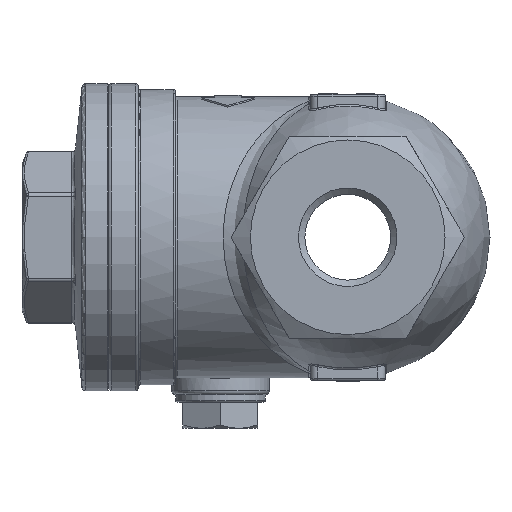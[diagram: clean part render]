
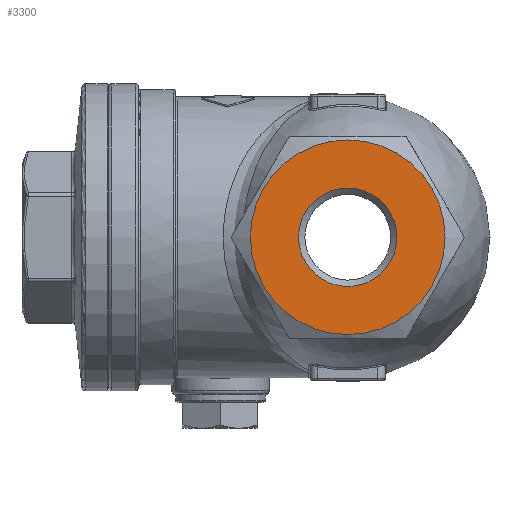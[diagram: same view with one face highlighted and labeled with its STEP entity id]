
A CAD part, left-side view. The second image highlights one B-rep face of the part: STEP entity #3300.
In plain terms, the highlighted planar face has unit normal (-1, 0, 0).
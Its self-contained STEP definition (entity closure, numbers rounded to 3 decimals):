
#1332 = VERTEX_POINT ( 'NONE', #1335 ) ;
#1335 = CARTESIAN_POINT ( 'NONE',  ( -32.5, 0., 6.579 ) ) ;
#1350 = VERTEX_POINT ( 'NONE', #1353 ) ;
#1353 = CARTESIAN_POINT ( 'NONE',  ( -32.5, 0., 13. ) ) ;
#2933 = FACE_OUTER_BOUND ( 'NONE', #15538, .T. ) ;
#2935 = FACE_BOUND ( 'NONE', #15535, .T. ) ;
#2936 = PLANE ( 'NONE',  #5686 ) ;
#2945 = CARTESIAN_POINT ( 'NONE',  ( -32.5, 0., -13. ) ) ;
#2946 = DIRECTION ( 'NONE',  ( 1., 0., 0. ) ) ;
#2947 = DIRECTION ( 'NONE',  ( 0., 0., 1. ) ) ;
#3300 = ADVANCED_FACE ( 'NONE', ( #2933, #2935 ), #2936, .F. ) ;
#5686 = AXIS2_PLACEMENT_3D ( 'NONE', #2945, #2946, #2947 ) ;
#15535 = EDGE_LOOP ( 'NONE', ( #21065 ) ) ;
#15538 = EDGE_LOOP ( 'NONE', ( #21064 ) ) ;
#20080 = CIRCLE ( 'NONE', #20088, 6.579 ) ;
#20088 = AXIS2_PLACEMENT_3D ( 'NONE', #26676, #26677, #26678 ) ;
#20172 = AXIS2_PLACEMENT_3D ( 'NONE', #27206, #27207, #27208 ) ;
#20173 = CIRCLE ( 'NONE', #20172, 13. ) ;
#21064 = ORIENTED_EDGE ( 'NONE', *, *, #30302, .T. ) ;
#21065 = ORIENTED_EDGE ( 'NONE', *, *, #30227, .F. ) ;
#26676 = CARTESIAN_POINT ( 'NONE',  ( -32.5, 0., 0. ) ) ;
#26677 = DIRECTION ( 'NONE',  ( -1., 0., 0. ) ) ;
#26678 = DIRECTION ( 'NONE',  ( 0., 0., 1. ) ) ;
#27206 = CARTESIAN_POINT ( 'NONE',  ( -32.5, 0., 0. ) ) ;
#27207 = DIRECTION ( 'NONE',  ( -1., 0., 0. ) ) ;
#27208 = DIRECTION ( 'NONE',  ( 0., 0., 1. ) ) ;
#30227 = EDGE_CURVE ( 'NONE', #1332, #1332, #20080, .T. ) ;
#30302 = EDGE_CURVE ( 'NONE', #1350, #1350, #20173, .T. ) ;
